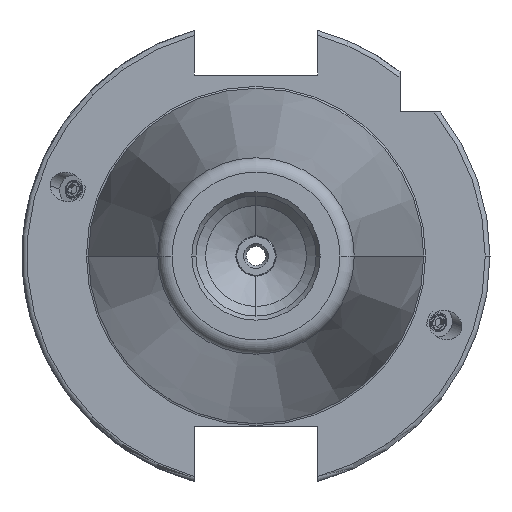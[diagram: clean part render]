
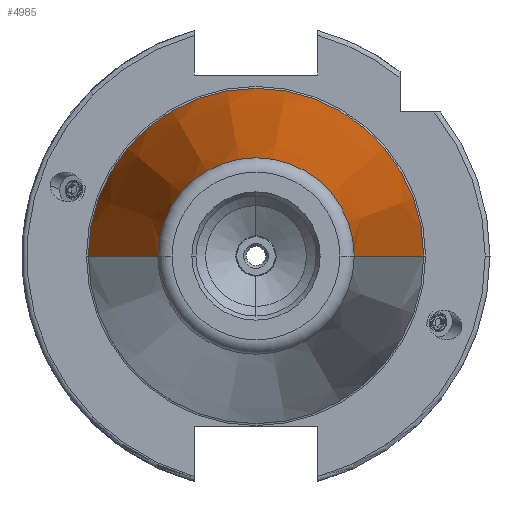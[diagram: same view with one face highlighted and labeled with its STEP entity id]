
A CAD part, left-side view. The second image highlights one B-rep face of the part: STEP entity #4985.
In plain terms, the highlighted conical face has half-angle 8.297 degrees and reference radius 34.925 mm.
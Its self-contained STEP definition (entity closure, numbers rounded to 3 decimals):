
#33 = CARTESIAN_POINT ( 'NONE',  ( -99.183, -20.461, 0. ) ) ;
#155 = VERTEX_POINT ( 'NONE', #4078 ) ;
#254 = AXIS2_PLACEMENT_3D ( 'NONE', #6238, #1129, #3351 ) ;
#338 = LINE ( 'NONE', #5309, #6355 ) ;
#344 = AXIS2_PLACEMENT_3D ( 'NONE', #1647, #2683, #7243 ) ;
#377 = CARTESIAN_POINT ( 'NONE',  ( 0., 34.925, 0. ) ) ;
#777 = EDGE_CURVE ( 'NONE', #2891, #155, #338, .T. ) ;
#1129 = DIRECTION ( 'NONE',  ( 1., 0., 0. ) ) ;
#1301 = VERTEX_POINT ( 'NONE', #2535 ) ;
#1587 = EDGE_CURVE ( 'NONE', #1301, #2497, #5988, .T. ) ;
#1602 = CARTESIAN_POINT ( 'NONE',  ( -99.183, 0., 0. ) ) ;
#1631 = ORIENTED_EDGE ( 'NONE', *, *, #777, .T. ) ;
#1647 = CARTESIAN_POINT ( 'NONE',  ( 0., 0., 0. ) ) ;
#1680 = FACE_OUTER_BOUND ( 'NONE', #1861, .T. ) ;
#1795 = ORIENTED_EDGE ( 'NONE', *, *, #3545, .T. ) ;
#1861 = EDGE_LOOP ( 'NONE', ( #5195, #1631, #1795, #3375 ) ) ;
#2497 = VERTEX_POINT ( 'NONE', #4161 ) ;
#2535 = CARTESIAN_POINT ( 'NONE',  ( -99.183, 20.461, 0. ) ) ;
#2621 = DIRECTION ( 'NONE',  ( 0.99, 0.144, 0. ) ) ;
#2683 = DIRECTION ( 'NONE',  ( -1., 0., 0. ) ) ;
#2891 = VERTEX_POINT ( 'NONE', #33 ) ;
#3297 = VECTOR ( 'NONE', #2621, 1000. ) ;
#3351 = DIRECTION ( 'NONE',  ( 0., 1., 0. ) ) ;
#3375 = ORIENTED_EDGE ( 'NONE', *, *, #1587, .F. ) ;
#3545 = EDGE_CURVE ( 'NONE', #155, #2497, #3734, .T. ) ;
#3713 = DIRECTION ( 'NONE',  ( 0.99, -0.144, 0. ) ) ;
#3734 = CIRCLE ( 'NONE', #344, 34.925 ) ;
#3919 = AXIS2_PLACEMENT_3D ( 'NONE', #1602, #5972, #5897 ) ;
#4078 = CARTESIAN_POINT ( 'NONE',  ( 0., -34.925, 0. ) ) ;
#4161 = CARTESIAN_POINT ( 'NONE',  ( 0., 34.925, 0. ) ) ;
#4985 = ADVANCED_FACE ( 'NONE', ( #1680 ), #6934, .T. ) ;
#5195 = ORIENTED_EDGE ( 'NONE', *, *, #5883, .F. ) ;
#5309 = CARTESIAN_POINT ( 'NONE',  ( 0., -34.925, 0. ) ) ;
#5883 = EDGE_CURVE ( 'NONE', #2891, #1301, #6635, .T. ) ;
#5897 = DIRECTION ( 'NONE',  ( 0., -1., 0. ) ) ;
#5972 = DIRECTION ( 'NONE',  ( -1., 0., 0. ) ) ;
#5988 = LINE ( 'NONE', #377, #3297 ) ;
#6238 = CARTESIAN_POINT ( 'NONE',  ( 0., 0., 0. ) ) ;
#6355 = VECTOR ( 'NONE', #3713, 1000. ) ;
#6635 = CIRCLE ( 'NONE', #3919, 20.461 ) ;
#6934 = CONICAL_SURFACE ( 'NONE', #254, 34.925, 0.145 ) ;
#7243 = DIRECTION ( 'NONE',  ( 0., -1., 0. ) ) ;
